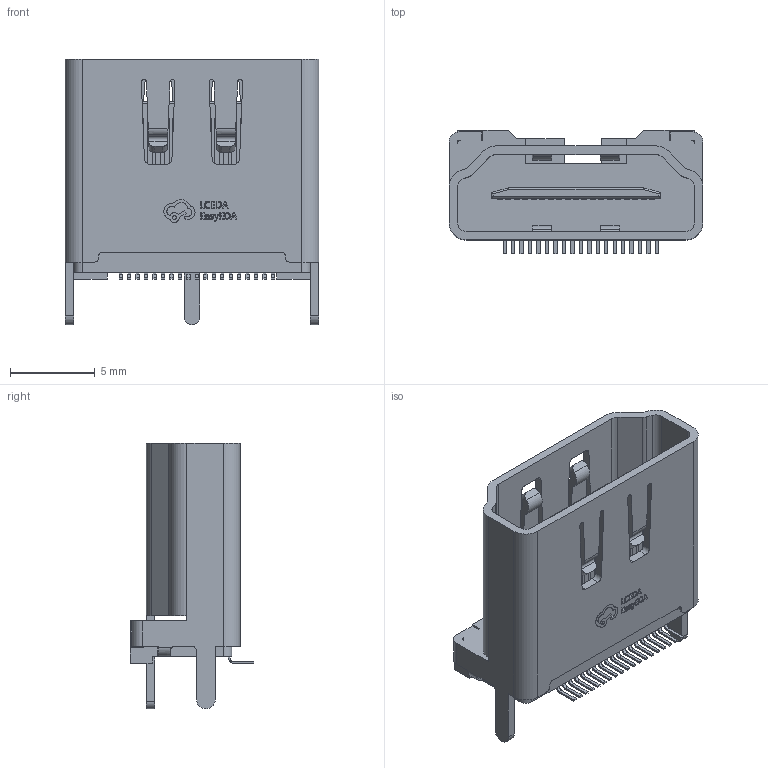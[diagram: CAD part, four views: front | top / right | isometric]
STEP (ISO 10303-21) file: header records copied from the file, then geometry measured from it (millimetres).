
FILE_DESCRIPTION (( 'STEP AP214' ), '1' );
FILE_NAME ('HDMI-SMD_A71-05H6-111N1.step', '2022-06-24T03:57:36', ( '' ), ( '' ), 'SwSTEP 2.0', 'SolidWorks 2020', '' );
FILE_SCHEMA (( 'AUTOMOTIVE_DESIGN' ));
Length unit declared in the file: millimetre
Products named in the file (1): HDMI-SMD_A71-05H6-111N1
Bounding box: 15 x 7.3 x 15.7 mm (x, y, z)
Volume: 385 mm3; surface area: 1369.6 mm2
Topology: 1 solids, 1 shells, 771 faces, 2156 edges, 1430 vertices
Faces by surface type: plane 533, cylinder 126, bspline 112
Entity records: 34255 total; most frequent: CARTESIAN_POINT 6610, ORIENTED_EDGE 4312, DIRECTION 3402, EDGE_CURVE 2156, LINE 1678, VECTOR 1678, VERTEX_POINT 1430, AXIS2_PLACEMENT_3D 862
